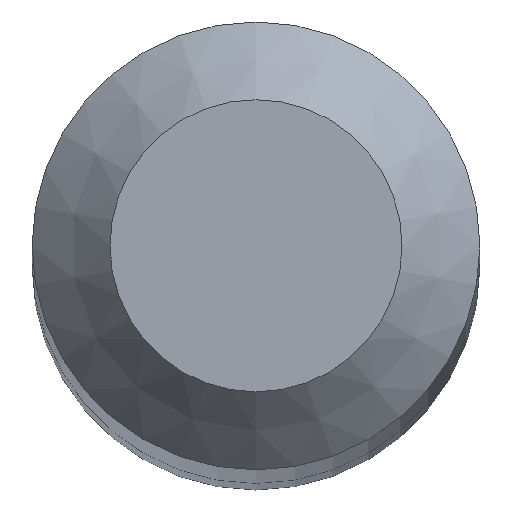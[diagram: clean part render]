
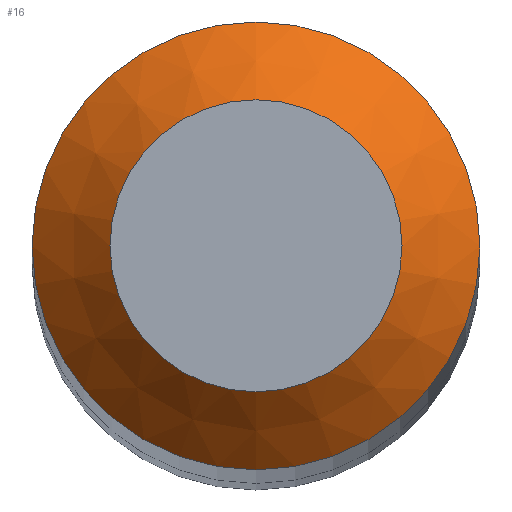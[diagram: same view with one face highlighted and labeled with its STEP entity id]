
A CAD part, top view. The second image highlights one B-rep face of the part: STEP entity #16.
In plain terms, the highlighted conical face has half-angle 45 degrees and reference radius 0.375 mm.
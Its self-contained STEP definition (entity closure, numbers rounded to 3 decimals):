
#3 = FACE_OUTER_BOUND ( 'NONE', #58, .T. ) ;
#5 = CARTESIAN_POINT ( 'NONE',  ( 0., 0., 29.8 ) ) ;
#10 = VERTEX_POINT ( 'NONE', #53 ) ;
#16 = ADVANCED_FACE ( 'NONE', ( #3, #178 ), #106, .T. ) ;
#26 = DIRECTION ( 'NONE',  ( 0., 1., 0. ) ) ;
#29 = AXIS2_PLACEMENT_3D ( 'NONE', #131, #92, #166 ) ;
#46 = EDGE_LOOP ( 'NONE', ( #188 ) ) ;
#53 = CARTESIAN_POINT ( 'NONE',  ( 0., 0.375, 30. ) ) ;
#56 = AXIS2_PLACEMENT_3D ( 'NONE', #120, #194, #98 ) ;
#58 = EDGE_LOOP ( 'NONE', ( #72 ) ) ;
#63 = CIRCLE ( 'NONE', #56, 0.375 ) ;
#72 = ORIENTED_EDGE ( 'NONE', *, *, #159, .F. ) ;
#79 = CARTESIAN_POINT ( 'NONE',  ( 0., 0.575, 29.8 ) ) ;
#92 = DIRECTION ( 'NONE',  ( 0., 0., -1. ) ) ;
#98 = DIRECTION ( 'NONE',  ( 0., 1., 0. ) ) ;
#103 = EDGE_CURVE ( 'NONE', #10, #10, #63, .T. ) ;
#106 = CONICAL_SURFACE ( 'NONE', #29, 0.375, 0.785 ) ;
#120 = CARTESIAN_POINT ( 'NONE',  ( 0., 0., 30. ) ) ;
#124 = VERTEX_POINT ( 'NONE', #79 ) ;
#131 = CARTESIAN_POINT ( 'NONE',  ( 0., 0., 30. ) ) ;
#146 = AXIS2_PLACEMENT_3D ( 'NONE', #5, #198, #26 ) ;
#159 = EDGE_CURVE ( 'NONE', #124, #124, #185, .T. ) ;
#166 = DIRECTION ( 'NONE',  ( 0., 1., 0. ) ) ;
#178 = FACE_BOUND ( 'NONE', #46, .T. ) ;
#185 = CIRCLE ( 'NONE', #146, 0.575 ) ;
#188 = ORIENTED_EDGE ( 'NONE', *, *, #103, .T. ) ;
#194 = DIRECTION ( 'NONE',  ( 0., 0., -1. ) ) ;
#198 = DIRECTION ( 'NONE',  ( 0., 0., -1. ) ) ;
